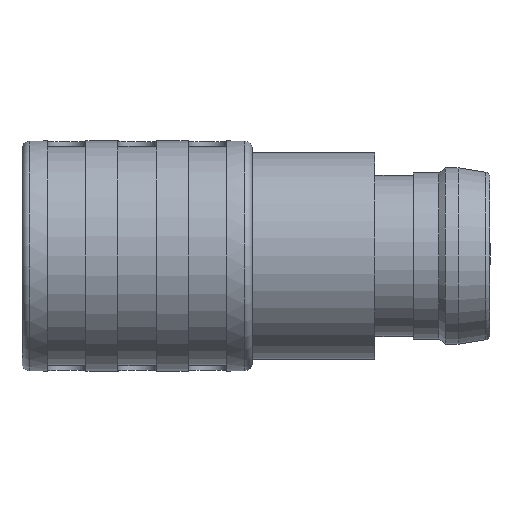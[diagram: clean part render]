
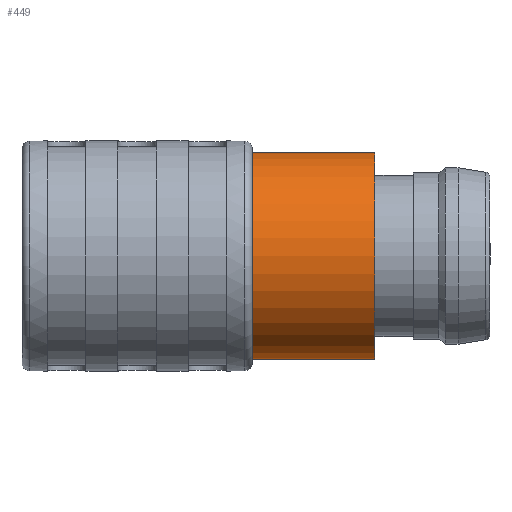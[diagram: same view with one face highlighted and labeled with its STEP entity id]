
A CAD part, front view. The second image highlights one B-rep face of the part: STEP entity #449.
In plain terms, the highlighted cylindrical face has radius 4.05 mm (diameter 8.1 mm), a full revolution.
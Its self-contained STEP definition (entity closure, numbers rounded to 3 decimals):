
#264=CYLINDRICAL_SURFACE('',#2751,4.05);
#328=FACE_BOUND('',#702,.T.);
#329=FACE_BOUND('',#703,.T.);
#449=ADVANCED_FACE('',(#328,#329),#264,.T.);
#702=EDGE_LOOP('',(#1208));
#703=EDGE_LOOP('',(#1209));
#1208=ORIENTED_EDGE('',*,*,#1432,.F.);
#1209=ORIENTED_EDGE('',*,*,#1558,.T.);
#1249=VERTEX_POINT('',#3672);
#1347=VERTEX_POINT('',#4124);
#1432=EDGE_CURVE('',#1249,#1249,#1698,.T.);
#1558=EDGE_CURVE('',#1347,#1347,#1727,.T.);
#1698=CIRCLE('',#2583,4.05);
#1727=CIRCLE('',#2660,4.05);
#2583=AXIS2_PLACEMENT_3D('',#3671,#3002,#3003);
#2660=AXIS2_PLACEMENT_3D('',#4123,#3201,#3202);
#2751=AXIS2_PLACEMENT_3D('',#4295,#3428,#3429);
#3002=DIRECTION('',(1.,0.,0.));
#3003=DIRECTION('',(0.,1.,0.));
#3201=DIRECTION('',(1.,0.,0.));
#3202=DIRECTION('',(0.,1.,0.));
#3428=DIRECTION('',(-1.,0.,0.));
#3429=DIRECTION('',(0.,-1.,0.));
#3671=CARTESIAN_POINT('',(88.65,20.5,-4.65));
#3672=CARTESIAN_POINT('',(88.65,24.55,-4.65));
#4123=CARTESIAN_POINT('',(83.85,20.5,-4.65));
#4124=CARTESIAN_POINT('',(83.85,24.55,-4.65));
#4295=CARTESIAN_POINT('',(88.65,20.5,-4.65));
